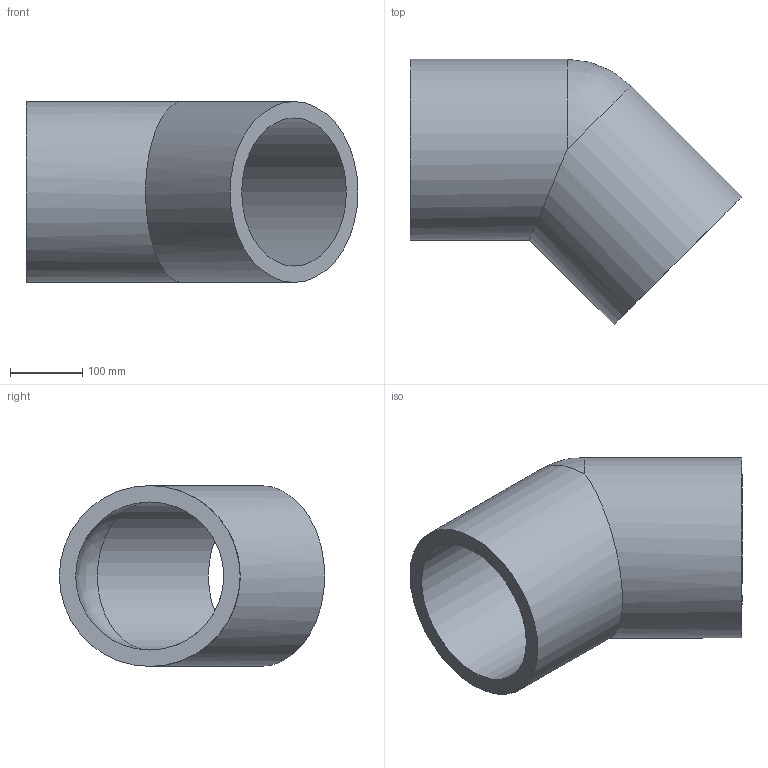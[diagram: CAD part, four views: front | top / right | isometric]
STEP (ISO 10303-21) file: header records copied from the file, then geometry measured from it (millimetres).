
FILE_DESCRIPTION (( 'STEP AP203' ), '1' );
FILE_NAME ('581244100.STEP', '2017-07-27T18:57:33', ( '' ), ( '' ), 'SwSTEP 2.0', 'SolidWorks 2017', '' );
FILE_SCHEMA (( 'CONFIG_CONTROL_DESIGN' ));
Length unit declared in the file: inch
Products named in the file (1): 581244100
Bounding box: 458.83 x 366.83 x 250 mm (x, y, z)
Volume: 7009521 mm3; surface area: 649993.9 mm2
Topology: 1 solids, 1 shells, 8 faces, 17 edges, 11 vertices
Faces by surface type: cylinder 4, bspline 2, plane 2
Full cylindrical faces by diameter (mm): 204.6 x2, 250 x2
Entity records: 303 total; most frequent: CARTESIAN_POINT 87, DIRECTION 30, ORIENTED_EDGE 20, AXIS2_PLACEMENT_3D 15, EDGE_LOOP 14, FACE_OUTER_BOUND 12, EDGE_CURVE 10, ADVANCED_FACE 8
